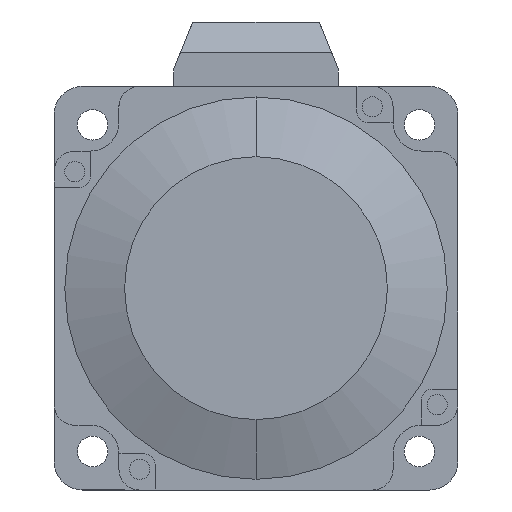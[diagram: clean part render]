
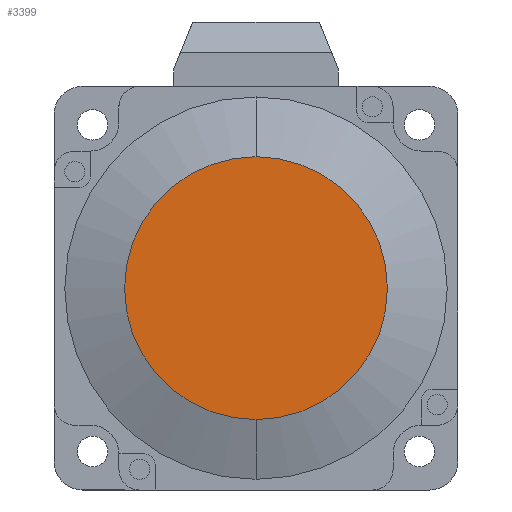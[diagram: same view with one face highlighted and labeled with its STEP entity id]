
A CAD part, front view. The second image highlights one B-rep face of the part: STEP entity #3399.
In plain terms, the highlighted planar face has unit normal (0, -1, 0).
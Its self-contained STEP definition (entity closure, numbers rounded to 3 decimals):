
#911 = FACE_OUTER_BOUND ( 'NONE', #5880, .T. ) ;
#1321 = PLANE ( 'NONE',  #1624 ) ;
#1624 = AXIS2_PLACEMENT_3D ( 'NONE', #4142, #2017, #7001 ) ;
#2017 = DIRECTION ( 'NONE',  ( 0., -1., 0. ) ) ;
#2600 = EDGE_CURVE ( 'NONE', #3183, #6226, #3808, .T. ) ;
#3183 = VERTEX_POINT ( 'NONE', #8823 ) ;
#3263 = CARTESIAN_POINT ( 'NONE',  ( 0., -4.5, 0. ) ) ;
#3399 = ADVANCED_FACE ( 'NONE', ( #911 ), #1321, .T. ) ;
#3808 = CIRCLE ( 'NONE', #5567, 28. ) ;
#3869 = CARTESIAN_POINT ( 'NONE',  ( 0., -4.5, 0. ) ) ;
#3980 = DIRECTION ( 'NONE',  ( 0., 0., 1. ) ) ;
#4142 = CARTESIAN_POINT ( 'NONE',  ( 0., -4.5, 0. ) ) ;
#4313 = AXIS2_PLACEMENT_3D ( 'NONE', #3869, #8842, #4575 ) ;
#4575 = DIRECTION ( 'NONE',  ( 0., 0., 1. ) ) ;
#5007 = CARTESIAN_POINT ( 'NONE',  ( 0., -4.5, -28. ) ) ;
#5567 = AXIS2_PLACEMENT_3D ( 'NONE', #3263, #8232, #3980 ) ;
#5697 = ORIENTED_EDGE ( 'NONE', *, *, #7275, .F. ) ;
#5880 = EDGE_LOOP ( 'NONE', ( #9194, #5697 ) ) ;
#6226 = VERTEX_POINT ( 'NONE', #5007 ) ;
#7001 = DIRECTION ( 'NONE',  ( 0., 0., -1. ) ) ;
#7275 = EDGE_CURVE ( 'NONE', #6226, #3183, #9098, .T. ) ;
#8232 = DIRECTION ( 'NONE',  ( 0., 1., 0. ) ) ;
#8823 = CARTESIAN_POINT ( 'NONE',  ( 0., -4.5, 28. ) ) ;
#8842 = DIRECTION ( 'NONE',  ( 0., 1., 0. ) ) ;
#9098 = CIRCLE ( 'NONE', #4313, 28. ) ;
#9194 = ORIENTED_EDGE ( 'NONE', *, *, #2600, .F. ) ;
